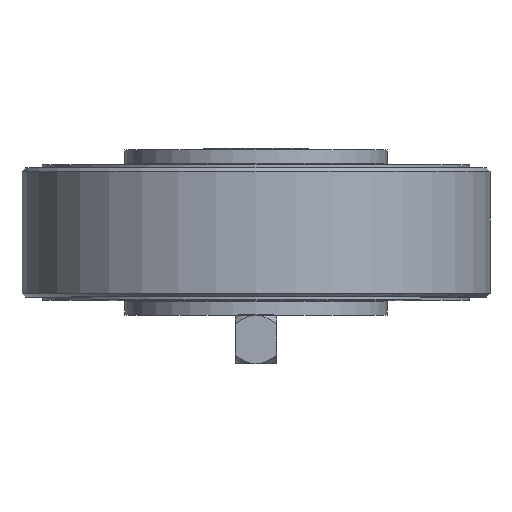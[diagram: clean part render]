
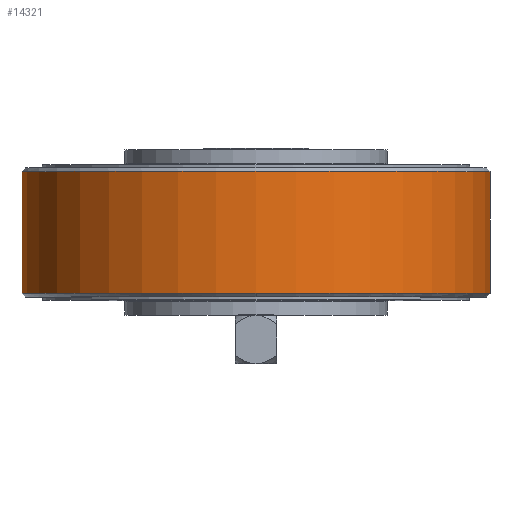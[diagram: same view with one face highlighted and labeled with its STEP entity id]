
A CAD part, top view. The second image highlights one B-rep face of the part: STEP entity #14321.
In plain terms, the highlighted cylindrical face has radius 62.5 mm (diameter 125 mm), a partial arc.
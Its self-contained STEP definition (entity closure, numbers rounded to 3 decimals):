
#818 = ORIENTED_EDGE ( 'NONE', *, *, #13406, .F. ) ;
#1176 = VERTEX_POINT ( 'NONE', #15818 ) ;
#1556 = CIRCLE ( 'NONE', #11594, 62.5 ) ;
#1709 = CIRCLE ( 'NONE', #11135, 62.5 ) ;
#1892 = ORIENTED_EDGE ( 'NONE', *, *, #14307, .T. ) ;
#2077 = CARTESIAN_POINT ( 'NONE',  ( -15.684, 1., -60.5 ) ) ;
#2461 = CARTESIAN_POINT ( 'NONE',  ( 0., 1., 0. ) ) ;
#2778 = CARTESIAN_POINT ( 'NONE',  ( -15.684, 33.5, -60.5 ) ) ;
#4617 = VECTOR ( 'NONE', #12087, 1000. ) ;
#5826 = DIRECTION ( 'NONE',  ( 0., -1., 0. ) ) ;
#5870 = CARTESIAN_POINT ( 'NONE',  ( 0., 34.5, 0. ) ) ;
#6268 = DIRECTION ( 'NONE',  ( 0., 0., 1. ) ) ;
#6421 = ORIENTED_EDGE ( 'NONE', *, *, #13013, .T. ) ;
#7162 = LINE ( 'NONE', #9581, #21895 ) ;
#7193 = EDGE_CURVE ( 'NONE', #20202, #7771, #1709, .T. ) ;
#7647 = DIRECTION ( 'NONE',  ( 0., 1., 0. ) ) ;
#7771 = VERTEX_POINT ( 'NONE', #2778 ) ;
#8031 = CARTESIAN_POINT ( 'NONE',  ( 0., 33.5, 0. ) ) ;
#8184 = CIRCLE ( 'NONE', #8542, 62.5 ) ;
#8532 = CARTESIAN_POINT ( 'NONE',  ( 15.684, 34.5, -60.5 ) ) ;
#8542 = AXIS2_PLACEMENT_3D ( 'NONE', #16002, #12810, #19459 ) ;
#8799 = ORIENTED_EDGE ( 'NONE', *, *, #17466, .T. ) ;
#9581 = CARTESIAN_POINT ( 'NONE',  ( -15.684, 34.5, -60.5 ) ) ;
#11076 = DIRECTION ( 'NONE',  ( 0., 0., -1. ) ) ;
#11135 = AXIS2_PLACEMENT_3D ( 'NONE', #8031, #18335, #6268 ) ;
#11594 = AXIS2_PLACEMENT_3D ( 'NONE', #2461, #7647, #14641 ) ;
#11710 = LINE ( 'NONE', #8532, #4617 ) ;
#12087 = DIRECTION ( 'NONE',  ( 0., -1., 0. ) ) ;
#12810 = DIRECTION ( 'NONE',  ( 0., 1., 0. ) ) ;
#13013 = EDGE_CURVE ( 'NONE', #19490, #1176, #8184, .T. ) ;
#13406 = EDGE_CURVE ( 'NONE', #20202, #1176, #11710, .T. ) ;
#14307 = EDGE_CURVE ( 'NONE', #17965, #19490, #1556, .T. ) ;
#14321 = ADVANCED_FACE ( 'NONE', ( #15767 ), #16311, .T. ) ;
#14641 = DIRECTION ( 'NONE',  ( 0., 0., 1. ) ) ;
#15202 = ORIENTED_EDGE ( 'NONE', *, *, #7193, .T. ) ;
#15767 = FACE_OUTER_BOUND ( 'NONE', #17620, .T. ) ;
#15818 = CARTESIAN_POINT ( 'NONE',  ( 15.684, 1., -60.5 ) ) ;
#16002 = CARTESIAN_POINT ( 'NONE',  ( 0., 1., 0. ) ) ;
#16311 = CYLINDRICAL_SURFACE ( 'NONE', #17867, 62.5 ) ;
#16703 = CARTESIAN_POINT ( 'NONE',  ( 0., 1., 62.5 ) ) ;
#17466 = EDGE_CURVE ( 'NONE', #7771, #17965, #7162, .T. ) ;
#17620 = EDGE_LOOP ( 'NONE', ( #818, #15202, #8799, #1892, #6421 ) ) ;
#17867 = AXIS2_PLACEMENT_3D ( 'NONE', #5870, #19849, #11076 ) ;
#17965 = VERTEX_POINT ( 'NONE', #2077 ) ;
#18335 = DIRECTION ( 'NONE',  ( 0., -1., 0. ) ) ;
#19287 = CARTESIAN_POINT ( 'NONE',  ( 15.684, 33.5, -60.5 ) ) ;
#19459 = DIRECTION ( 'NONE',  ( 0., 0., 1. ) ) ;
#19490 = VERTEX_POINT ( 'NONE', #16703 ) ;
#19849 = DIRECTION ( 'NONE',  ( 0., -1., 0. ) ) ;
#20202 = VERTEX_POINT ( 'NONE', #19287 ) ;
#21895 = VECTOR ( 'NONE', #5826, 1000. ) ;
